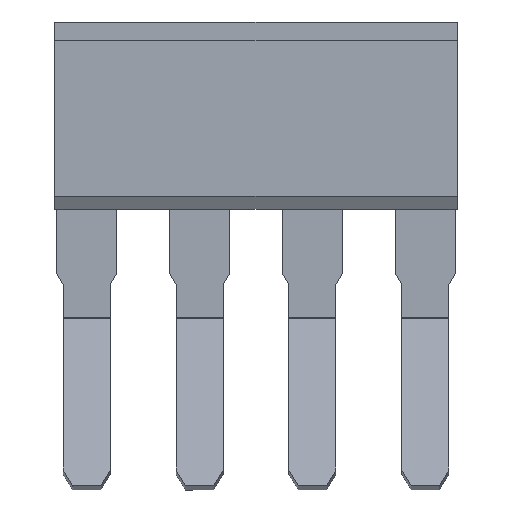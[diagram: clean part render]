
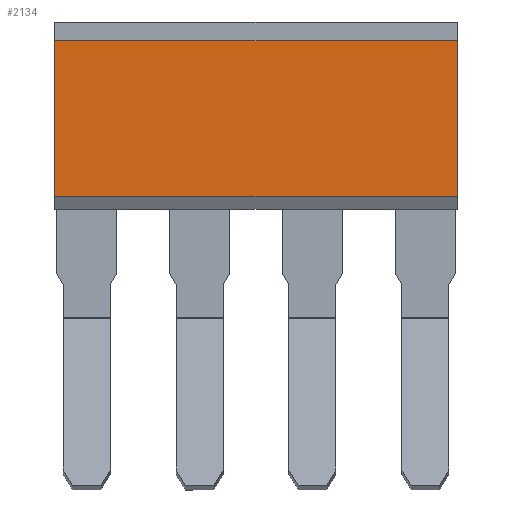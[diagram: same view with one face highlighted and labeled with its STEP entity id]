
A CAD part, top view. The second image highlights one B-rep face of the part: STEP entity #2134.
In plain terms, the highlighted planar face has unit normal (0, 0, 1).
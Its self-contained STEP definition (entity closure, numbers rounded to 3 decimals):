
#14 = PLANE ( 'NONE',  #1658 ) ;
#106 = CARTESIAN_POINT ( 'NONE',  ( -15.383, 14.821, 0.816 ) ) ;
#114 = DIRECTION ( 'NONE',  ( 0., -1., 0. ) ) ;
#229 = DIRECTION ( 'NONE',  ( 0., -1., 0. ) ) ;
#275 = EDGE_CURVE ( 'NONE', #517, #2675, #913, .T. ) ;
#282 = EDGE_CURVE ( 'NONE', #340, #1837, #962, .T. ) ;
#316 = EDGE_CURVE ( 'NONE', #1837, #2675, #653, .T. ) ;
#340 = VERTEX_POINT ( 'NONE', #106 ) ;
#406 = CARTESIAN_POINT ( 'NONE',  ( -15.383, 6.564, 0.816 ) ) ;
#486 = CARTESIAN_POINT ( 'NONE',  ( -15.383, 14.821, 0.816 ) ) ;
#511 = VECTOR ( 'NONE', #2619, 1000. ) ;
#517 = VERTEX_POINT ( 'NONE', #1789 ) ;
#548 = ORIENTED_EDGE ( 'NONE', *, *, #282, .T. ) ;
#620 = EDGE_CURVE ( 'NONE', #340, #517, #3044, .T. ) ;
#653 = LINE ( 'NONE', #1132, #511 ) ;
#763 = VECTOR ( 'NONE', #114, 1000. ) ;
#913 = LINE ( 'NONE', #2757, #999 ) ;
#962 = LINE ( 'NONE', #486, #763 ) ;
#976 = ORIENTED_EDGE ( 'NONE', *, *, #275, .F. ) ;
#999 = VECTOR ( 'NONE', #2518, 1000. ) ;
#1132 = CARTESIAN_POINT ( 'NONE',  ( -15.383, 6.564, 0.816 ) ) ;
#1150 = ORIENTED_EDGE ( 'NONE', *, *, #316, .T. ) ;
#1373 = ORIENTED_EDGE ( 'NONE', *, *, #620, .F. ) ;
#1455 = CARTESIAN_POINT ( 'NONE',  ( 6.017, 6.564, 0.816 ) ) ;
#1541 = DIRECTION ( 'NONE',  ( 1., 0., 0. ) ) ;
#1658 = AXIS2_PLACEMENT_3D ( 'NONE', #2005, #1779, #229 ) ;
#1779 = DIRECTION ( 'NONE',  ( 0., 0., 1. ) ) ;
#1789 = CARTESIAN_POINT ( 'NONE',  ( 6.017, 14.821, 0.816 ) ) ;
#1793 = EDGE_LOOP ( 'NONE', ( #1150, #976, #1373, #548 ) ) ;
#1837 = VERTEX_POINT ( 'NONE', #406 ) ;
#2005 = CARTESIAN_POINT ( 'NONE',  ( -15.383, 14.821, 0.816 ) ) ;
#2134 = ADVANCED_FACE ( 'NONE', ( #2918 ), #14, .T. ) ;
#2518 = DIRECTION ( 'NONE',  ( 0., -1., 0. ) ) ;
#2619 = DIRECTION ( 'NONE',  ( 1., 0., 0. ) ) ;
#2675 = VERTEX_POINT ( 'NONE', #1455 ) ;
#2757 = CARTESIAN_POINT ( 'NONE',  ( 6.017, 14.821, 0.816 ) ) ;
#2761 = CARTESIAN_POINT ( 'NONE',  ( -15.383, 14.821, 0.816 ) ) ;
#2918 = FACE_OUTER_BOUND ( 'NONE', #1793, .T. ) ;
#2957 = VECTOR ( 'NONE', #1541, 1000. ) ;
#3044 = LINE ( 'NONE', #2761, #2957 ) ;
